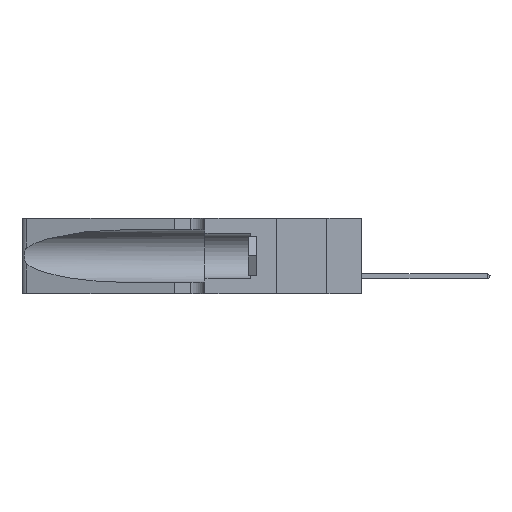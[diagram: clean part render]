
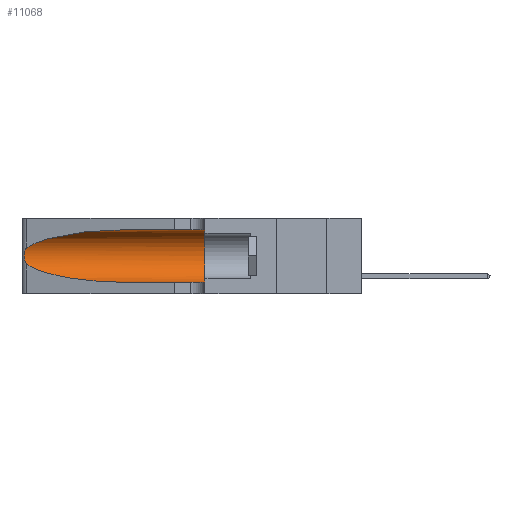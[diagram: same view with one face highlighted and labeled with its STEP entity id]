
A CAD part, left-side view. The second image highlights one B-rep face of the part: STEP entity #11068.
In plain terms, the highlighted cylindrical face has radius 3.308 mm (diameter 6.617 mm), a partial arc.
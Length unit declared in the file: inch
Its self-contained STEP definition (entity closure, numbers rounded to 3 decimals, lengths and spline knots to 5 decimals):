
#1734 = CARTESIAN_POINT ( 'NONE',  ( 0.1305, 0.35, 0.185 ) ) ;
#2183 = CARTESIAN_POINT ( 'NONE',  ( 0.26075, 1.23896, 0.19203 ) ) ;
#2336 = CARTESIAN_POINT ( 'NONE',  ( 0.25856, 1.23593, 0.16098 ) ) ;
#4846 = CIRCLE ( 'NONE', #11090, 0.13025 ) ;
#5344 = DIRECTION ( 'NONE',  ( 0., 0., 1. ) ) ;
#5942 = CARTESIAN_POINT ( 'NONE',  ( 0.25555, 1.22994, 0.2215 ) ) ;
#7173 = LINE ( 'NONE', #40441, #41373 ) ;
#7251 = CARTESIAN_POINT ( 'NONE',  ( 0.1305, 0.35, 0.05475 ) ) ;
#8207 = ORIENTED_EDGE ( 'NONE', *, *, #14148, .F. ) ;
#9198 = VERTEX_POINT ( 'NONE', #41297 ) ;
#10134 = DIRECTION ( 'NONE',  ( 0., -1., 0. ) ) ;
#10295 = CYLINDRICAL_SURFACE ( 'NONE', #23651, 0.13025 ) ;
#11068 = ADVANCED_FACE ( 'NONE', ( #37733 ), #10295, .F. ) ;
#11090 = AXIS2_PLACEMENT_3D ( 'NONE', #1734, #26794, #5344 ) ;
#11712 = ORIENTED_EDGE ( 'NONE', *, *, #45225, .T. ) ;
#12360 = ORIENTED_EDGE ( 'NONE', *, *, #13491, .F. ) ;
#12840 = VECTOR ( 'NONE', #28013, 39.37008 ) ;
#13491 = EDGE_CURVE ( 'NONE', #41922, #9198, #7173, .T. ) ;
#14106 = CARTESIAN_POINT ( 'NONE',  ( 0.1305, 1.61858, 0.05475 ) ) ;
#14148 = EDGE_CURVE ( 'NONE', #9198, #27561, #4846, .T. ) ;
#14234 = CARTESIAN_POINT ( 'NONE',  ( 0.25487, 1.22718, 0.14631 ) ) ;
#15127 = ORIENTED_EDGE ( 'NONE', *, *, #20609, .T. ) ;
#16155 = VERTEX_POINT ( 'NONE', #43474 ) ;
#16913 = CARTESIAN_POINT ( 'NONE',  ( 0.25487, 1.22718, 0.22369 ) ) ;
#17378 = ORIENTED_EDGE ( 'NONE', *, *, #24923, .T. ) ;
#18682 = CARTESIAN_POINT ( 'NONE',  ( 0.2373, 1.15595, 0.08982 ) ) ;
#19866 = CARTESIAN_POINT ( 'NONE',  ( 0.25789, 1.23486, 0.15765 ) ) ;
#20126 = CARTESIAN_POINT ( 'NONE',  ( 0.1305, 0.72297, 0.31525 ) ) ;
#20609 = EDGE_CURVE ( 'NONE', #28904, #27561, #24027, .T. ) ;
#23232 = CARTESIAN_POINT ( 'NONE',  ( 0.18966, 0.96281, 0.31525 ) ) ;
#23285 = CARTESIAN_POINT ( 'NONE',  ( 0.25639, 1.23186, 0.15144 ) ) ;
#23651 = AXIS2_PLACEMENT_3D ( 'NONE', #35679, #10134, #35198 ) ;
#23706 = CARTESIAN_POINT ( 'NONE',  ( 0.2373, 1.15595, 0.28018 ) ) ;
#24027 = LINE ( 'NONE', #14106, #12840 ) ;
#24923 = EDGE_CURVE ( 'NONE', #16155, #28904, #42235, .T. ) ;
#25900 = ORIENTED_EDGE ( 'NONE', *, *, #29299, .T. ) ;
#26794 = DIRECTION ( 'NONE',  ( 0., 1., 0. ) ) ;
#27225 = CARTESIAN_POINT ( 'NONE',  ( 0.26017, 1.23833, 0.17102 ) ) ;
#27535 = CARTESIAN_POINT ( 'NONE',  ( 0.25487, 1.22718, 0.22369 ) ) ;
#27561 = VERTEX_POINT ( 'NONE', #7251 ) ;
#28013 = DIRECTION ( 'NONE',  ( 0., -1., 0. ) ) ;
#28904 = VERTEX_POINT ( 'NONE', #40144 ) ;
#29299 = EDGE_CURVE ( 'NONE', #29666, #16155, #35110, .T. ) ;
#29666 = VERTEX_POINT ( 'NONE', #16913 ) ;
#31003 = CARTESIAN_POINT ( 'NONE',  ( 0.26075, 1.23896, 0.178 ) ) ;
#34133 = CARTESIAN_POINT ( 'NONE',  ( 0.25555, 1.22993, 0.14849 ) ) ;
#34290 = CARTESIAN_POINT ( 'NONE',  ( 0.25487, 1.22718, 0.14631 ) ) ;
#34615 = CARTESIAN_POINT ( 'NONE',  ( 0.25787, 1.23484, 0.2124 ) ) ;
#34692 = CARTESIAN_POINT ( 'NONE',  ( 0.1305, 0.72297, 0.31525 ) ) ;
#35110 = B_SPLINE_CURVE_WITH_KNOTS ( 'NONE', 3,
 ( #27535, #5942, #45063, #34615, #45232, #41499, #2183, #31003, #27225, #2336, #19866, #23285, #34133, #34290 ),
 .UNSPECIFIED., .F., .F.,
 ( 4, 2, 2, 2, 2, 2, 4 ),
 ( 0., 0.00027, 0.00053, 0.00107, 0.0016, 0.00187, 0.00214 ),
 .UNSPECIFIED. ) ;
#35198 = DIRECTION ( 'NONE',  ( 0., 0., -1. ) ) ;
#35679 = CARTESIAN_POINT ( 'NONE',  ( 0.1305, 1.61858, 0.185 ) ) ;
#36478 =( BOUNDED_CURVE ( )  B_SPLINE_CURVE ( 3, ( #20126, #23232, #23706, #37365 ),
 .UNSPECIFIED., .F., .F. ) 
 B_SPLINE_CURVE_WITH_KNOTS ( ( 4, 4 ),
 ( 1.5708, 2.84003 ),
 .UNSPECIFIED. ) 
 CURVE ( )  GEOMETRIC_REPRESENTATION_ITEM ( )  RATIONAL_B_SPLINE_CURVE ( ( 1., 0.87, 0.87, 1. ) ) 
 REPRESENTATION_ITEM ( '' )  );
#37365 = CARTESIAN_POINT ( 'NONE',  ( 0.25487, 1.22718, 0.22369 ) ) ;
#37733 = FACE_OUTER_BOUND ( 'NONE', #38487, .T. ) ;
#38487 = EDGE_LOOP ( 'NONE', ( #11712, #25900, #17378, #15127, #8207, #12360 ) ) ;
#39004 = CARTESIAN_POINT ( 'NONE',  ( 0.1305, 0.72297, 0.05475 ) ) ;
#39288 = CARTESIAN_POINT ( 'NONE',  ( 0.18966, 0.96281, 0.05475 ) ) ;
#39979 = DIRECTION ( 'NONE',  ( 0., -1., 0. ) ) ;
#40144 = CARTESIAN_POINT ( 'NONE',  ( 0.1305, 0.72297, 0.05475 ) ) ;
#40441 = CARTESIAN_POINT ( 'NONE',  ( 0.1305, 1.61858, 0.31525 ) ) ;
#41297 = CARTESIAN_POINT ( 'NONE',  ( 0.1305, 0.35, 0.31525 ) ) ;
#41373 = VECTOR ( 'NONE', #39979, 39.37008 ) ;
#41499 = CARTESIAN_POINT ( 'NONE',  ( 0.26018, 1.23835, 0.19895 ) ) ;
#41922 = VERTEX_POINT ( 'NONE', #34692 ) ;
#42235 =( BOUNDED_CURVE ( )  B_SPLINE_CURVE ( 3, ( #14234, #18682, #39288, #39004 ),
 .UNSPECIFIED., .F., .F. ) 
 B_SPLINE_CURVE_WITH_KNOTS ( ( 4, 4 ),
 ( 3.44316, 4.71239 ),
 .UNSPECIFIED. ) 
 CURVE ( )  GEOMETRIC_REPRESENTATION_ITEM ( )  RATIONAL_B_SPLINE_CURVE ( ( 1., 0.87, 0.87, 1. ) ) 
 REPRESENTATION_ITEM ( '' )  );
#43474 = CARTESIAN_POINT ( 'NONE',  ( 0.25487, 1.22718, 0.14631 ) ) ;
#45063 = CARTESIAN_POINT ( 'NONE',  ( 0.25639, 1.23184, 0.21858 ) ) ;
#45225 = EDGE_CURVE ( 'NONE', #41922, #29666, #36478, .T. ) ;
#45232 = CARTESIAN_POINT ( 'NONE',  ( 0.25854, 1.2359, 0.20912 ) ) ;
